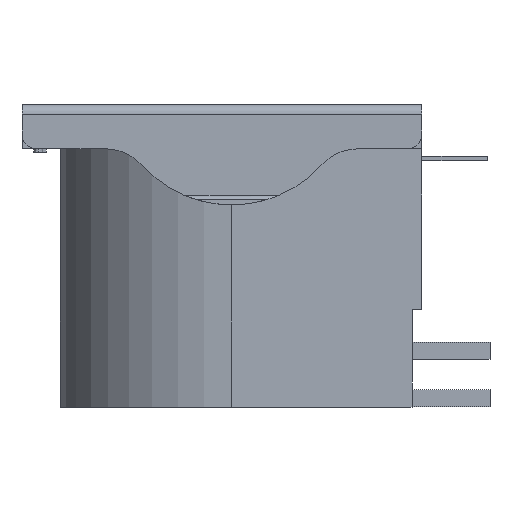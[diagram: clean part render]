
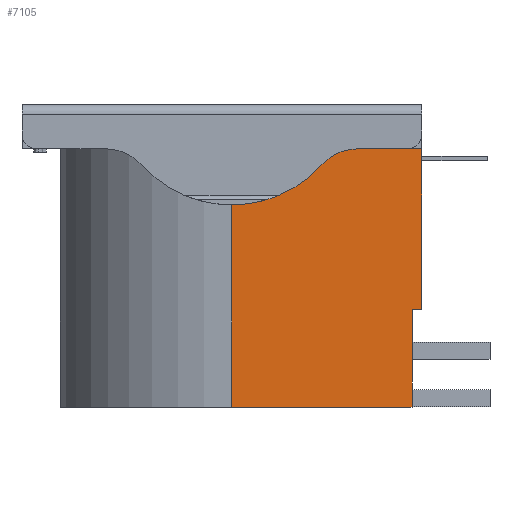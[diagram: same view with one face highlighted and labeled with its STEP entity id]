
A CAD part, left-side view. The second image highlights one B-rep face of the part: STEP entity #7105.
In plain terms, the highlighted planar face has unit normal (-1, 0, 0).
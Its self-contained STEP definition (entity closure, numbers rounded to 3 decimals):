
#449=DIRECTION('',(0.,1.,0.));
#450=VECTOR('',#449,9.906);
#451=CARTESIAN_POINT('',(-9.017,0.,-2.032));
#452=LINE('',#451,#450);
#2192=DIRECTION('',(0.,1.,0.));
#2193=VECTOR('',#2192,9.398);
#2194=CARTESIAN_POINT('',(-9.017,0.508,-15.494));
#2195=LINE('',#2194,#2193);
#2233=DIRECTION('',(0.,0.,1.));
#2234=VECTOR('',#2233,13.462);
#2235=CARTESIAN_POINT('',(-9.017,9.906,-15.494));
#2236=LINE('',#2235,#2234);
#2237=DIRECTION('',(0.,0.,1.));
#2238=VECTOR('',#2237,5.08);
#2239=CARTESIAN_POINT('',(-9.017,0.508,-15.494));
#2240=LINE('',#2239,#2238);
#2241=DIRECTION('',(0.,0.,1.));
#2242=VECTOR('',#2241,8.382);
#2243=CARTESIAN_POINT('',(-9.017,0.,-10.414));
#2244=LINE('',#2243,#2242);
#2245=DIRECTION('',(0.,1.,0.));
#2246=VECTOR('',#2245,0.508);
#2247=CARTESIAN_POINT('',(-9.017,0.,-10.414));
#2248=LINE('',#2247,#2246);
#4023=CARTESIAN_POINT('',(-9.017,9.906,-15.494));
#4025=VERTEX_POINT('',#4023);
#4041=CARTESIAN_POINT('',(-9.017,0.,-2.032));
#4042=CARTESIAN_POINT('',(-9.017,9.906,-2.032));
#4043=VERTEX_POINT('',#4041);
#4044=VERTEX_POINT('',#4042);
#4113=CARTESIAN_POINT('',(-9.017,0.508,-15.494));
#4114=CARTESIAN_POINT('',(-9.017,0.508,-10.414));
#4115=VERTEX_POINT('',#4113);
#4116=VERTEX_POINT('',#4114);
#4117=CARTESIAN_POINT('',(-9.017,0.,-10.414));
#4118=VERTEX_POINT('',#4117);
#7092=CARTESIAN_POINT('',(-9.017,0.,-15.494));
#7093=DIRECTION('',(-1.,0.,0.));
#7094=DIRECTION('',(0.,1.,0.));
#7095=AXIS2_PLACEMENT_3D('',#7092,#7093,#7094);
#7096=PLANE('',#7095);
#7097=ORIENTED_EDGE('',*,*,#6986,.F.);
#7098=ORIENTED_EDGE('',*,*,#7029,.T.);
#7099=ORIENTED_EDGE('',*,*,#7085,.T.);
#7100=ORIENTED_EDGE('',*,*,#5383,.F.);
#7101=ORIENTED_EDGE('',*,*,#5007,.F.);
#7102=ORIENTED_EDGE('',*,*,#6921,.T.);
#7103=EDGE_LOOP('',(#7097,#7098,#7099,#7100,#7101,#7102));
#7104=FACE_OUTER_BOUND('',#7103,.F.);
#7105=ADVANCED_FACE('',(#7104),#7096,.T.);
#5007=EDGE_CURVE('',#4118,#4043,#2244,.T.);
#5383=EDGE_CURVE('',#4043,#4044,#452,.T.);
#6921=EDGE_CURVE('',#4118,#4116,#2248,.T.);
#6986=EDGE_CURVE('',#4115,#4116,#2240,.T.);
#7029=EDGE_CURVE('',#4115,#4025,#2195,.T.);
#7085=EDGE_CURVE('',#4025,#4044,#2236,.T.);
